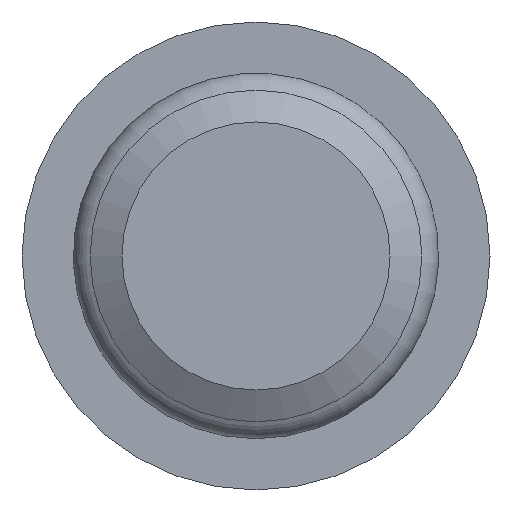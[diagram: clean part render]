
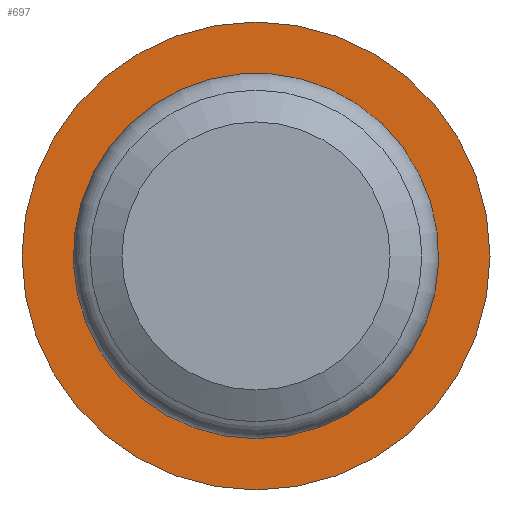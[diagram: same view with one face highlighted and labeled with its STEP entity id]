
A CAD part, front view. The second image highlights one B-rep face of the part: STEP entity #697.
In plain terms, the highlighted planar face has unit normal (0, -1, 0).
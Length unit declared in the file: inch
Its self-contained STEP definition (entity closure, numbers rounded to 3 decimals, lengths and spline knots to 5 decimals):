
#117=FACE_BOUND('',#172,.T.);
#128=FACE_OUTER_BOUND('',#171,.T.);
#171=EDGE_LOOP('',(#461,#462));
#172=EDGE_LOOP('',(#463,#464));
#229=CIRCLE('',#778,0.275);
#230=CIRCLE('',#779,0.275);
#231=CIRCLE('',#780,0.18268);
#232=CIRCLE('',#781,0.18268);
#272=VERTEX_POINT('',#1131);
#273=VERTEX_POINT('',#1132);
#280=VERTEX_POINT('',#1153);
#281=VERTEX_POINT('',#1154);
#348=EDGE_CURVE('',#280,#281,#229,.T.);
#349=EDGE_CURVE('',#281,#280,#230,.T.);
#350=EDGE_CURVE('',#272,#273,#231,.T.);
#351=EDGE_CURVE('',#273,#272,#232,.T.);
#461=ORIENTED_EDGE('',*,*,#348,.T.);
#462=ORIENTED_EDGE('',*,*,#349,.T.);
#463=ORIENTED_EDGE('',*,*,#350,.F.);
#464=ORIENTED_EDGE('',*,*,#351,.F.);
#622=PLANE('',#777);
#697=ADVANCED_FACE('',(#128,#117),#622,.T.);
#777=AXIS2_PLACEMENT_3D('',#1152,#901,#902);
#778=AXIS2_PLACEMENT_3D('',#1155,#903,#904);
#779=AXIS2_PLACEMENT_3D('',#1156,#905,#906);
#780=AXIS2_PLACEMENT_3D('',#1157,#907,#908);
#781=AXIS2_PLACEMENT_3D('',#1158,#909,#910);
#901=DIRECTION('center_axis',(0.,-1.,0.));
#902=DIRECTION('ref_axis',(0.,0.,-1.));
#903=DIRECTION('center_axis',(0.,-1.,0.));
#904=DIRECTION('ref_axis',(1.,0.,0.));
#905=DIRECTION('center_axis',(0.,-1.,0.));
#906=DIRECTION('ref_axis',(1.,0.,0.));
#907=DIRECTION('center_axis',(0.,-1.,0.));
#908=DIRECTION('ref_axis',(0.,0.,1.));
#909=DIRECTION('center_axis',(0.,-1.,0.));
#910=DIRECTION('ref_axis',(0.,0.,1.));
#1131=CARTESIAN_POINT('',(-0.70708,0.06908,-2.03986));
#1132=CARTESIAN_POINT('',(-0.52597,0.06908,-1.83335));
#1152=CARTESIAN_POINT('Origin',(-0.63033,0.06908,-1.85718));
#1153=CARTESIAN_POINT('',(-0.43208,0.06908,-1.85718));
#1154=CARTESIAN_POINT('',(-0.98208,0.06908,-1.85718));
#1155=CARTESIAN_POINT('Origin',(-0.70708,0.06908,-1.85718));
#1156=CARTESIAN_POINT('Origin',(-0.70708,0.06908,-1.85718));
#1157=CARTESIAN_POINT('Origin',(-0.70708,0.06908,-1.85718));
#1158=CARTESIAN_POINT('Origin',(-0.70708,0.06908,-1.85718));
